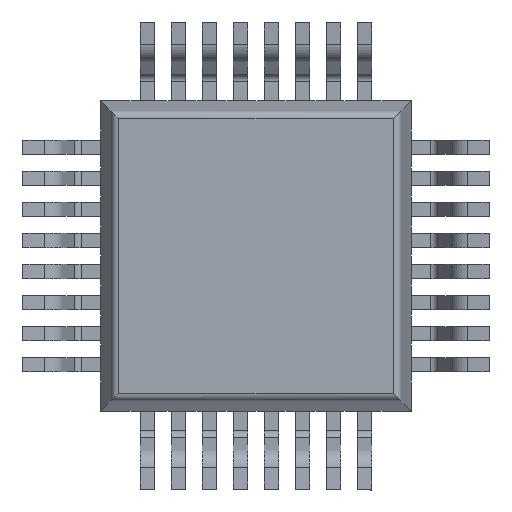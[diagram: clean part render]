
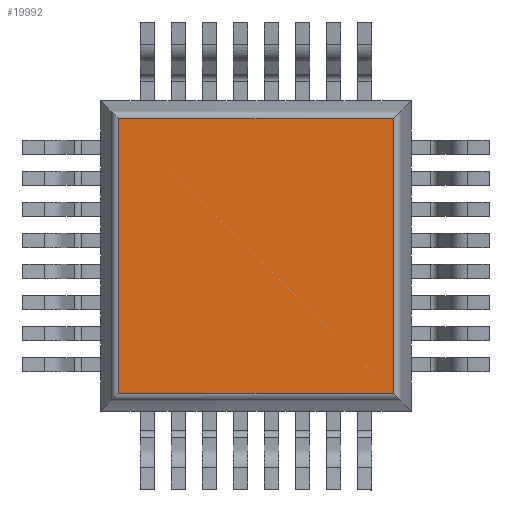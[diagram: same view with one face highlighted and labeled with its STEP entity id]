
A CAD part, front view. The second image highlights one B-rep face of the part: STEP entity #19992.
In plain terms, the highlighted planar face has unit normal (0, -1, 0).
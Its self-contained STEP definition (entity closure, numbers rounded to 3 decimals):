
#12675 = DIRECTION ( 'NONE',  ( 0., 0., 1. ) ) ;
#12676 = VECTOR ( 'NONE', #12675, 1000. ) ;
#12677 = CARTESIAN_POINT ( 'NONE',  ( 1.766, 0.15, -2. ) ) ;
#12678 = LINE ( 'NONE', #12677, #12676 ) ;
#12679 = CARTESIAN_POINT ( 'NONE',  ( 1.766, 0.15, 1.766 ) ) ;
#12806 = CARTESIAN_POINT ( 'NONE',  ( 1.766, 0.15, -1.766 ) ) ;
#12807 = DIRECTION ( 'NONE',  ( 1., 0., 0. ) ) ;
#12808 = VECTOR ( 'NONE', #12807, 1000. ) ;
#12809 = CARTESIAN_POINT ( 'NONE',  ( -2., 0.15, -1.766 ) ) ;
#12810 = LINE ( 'NONE', #12809, #12808 ) ;
#12991 = CARTESIAN_POINT ( 'NONE',  ( -1.766, 0.15, -1.766 ) ) ;
#12992 = CARTESIAN_POINT ( 'NONE',  ( -1.766, 0.15, 1.766 ) ) ;
#13107 = CARTESIAN_POINT ( 'NONE',  ( -1.766, 0.15, -2. ) ) ;
#13108 = LINE ( 'NONE', #13107, #13168 ) ;
#13167 = DIRECTION ( 'NONE',  ( 0., 0., -1. ) ) ;
#13168 = VECTOR ( 'NONE', #13167, 1000. ) ;
#13466 = FACE_OUTER_BOUND ( 'NONE', #19943, .T. ) ;
#13500 = DIRECTION ( 'NONE',  ( 0., 0., -1. ) ) ;
#13501 = DIRECTION ( 'NONE',  ( 0., -1., 0. ) ) ;
#13502 = CARTESIAN_POINT ( 'NONE',  ( -2., 0.15, -2. ) ) ;
#13503 = AXIS2_PLACEMENT_3D ( 'NONE', #13502, #13501, #13500 ) ;
#13506 = PLANE ( 'NONE',  #13503 ) ;
#18233 = DIRECTION ( 'NONE',  ( -1., 0., 0. ) ) ;
#18234 = VECTOR ( 'NONE', #18233, 1000. ) ;
#18235 = CARTESIAN_POINT ( 'NONE',  ( -2., 0.15, 1.766 ) ) ;
#18236 = LINE ( 'NONE', #18235, #18234 ) ;
#19752 = EDGE_CURVE ( 'NONE', #19803, #19753, #12678, .T. ) ;
#19753 = VERTEX_POINT ( 'NONE', #12679 ) ;
#19802 = EDGE_CURVE ( 'NONE', #19857, #19803, #12810, .T. ) ;
#19803 = VERTEX_POINT ( 'NONE', #12806 ) ;
#19804 = ORIENTED_EDGE ( 'NONE', *, *, #19752, .T. ) ;
#19856 = VERTEX_POINT ( 'NONE', #12992 ) ;
#19857 = VERTEX_POINT ( 'NONE', #12991 ) ;
#19858 = ORIENTED_EDGE ( 'NONE', *, *, #19802, .T. ) ;
#19903 = ORIENTED_EDGE ( 'NONE', *, *, #19904, .T. ) ;
#19904 = EDGE_CURVE ( 'NONE', #19856, #19857, #13108, .T. ) ;
#19943 = EDGE_LOOP ( 'NONE', ( #19903, #19858, #19804, #21548 ) ) ;
#19992 = ADVANCED_FACE ( 'NONE', ( #13466 ), #13506, .T. ) ;
#21548 = ORIENTED_EDGE ( 'NONE', *, *, #21549, .T. ) ;
#21549 = EDGE_CURVE ( 'NONE', #19753, #19856, #18236, .T. ) ;
